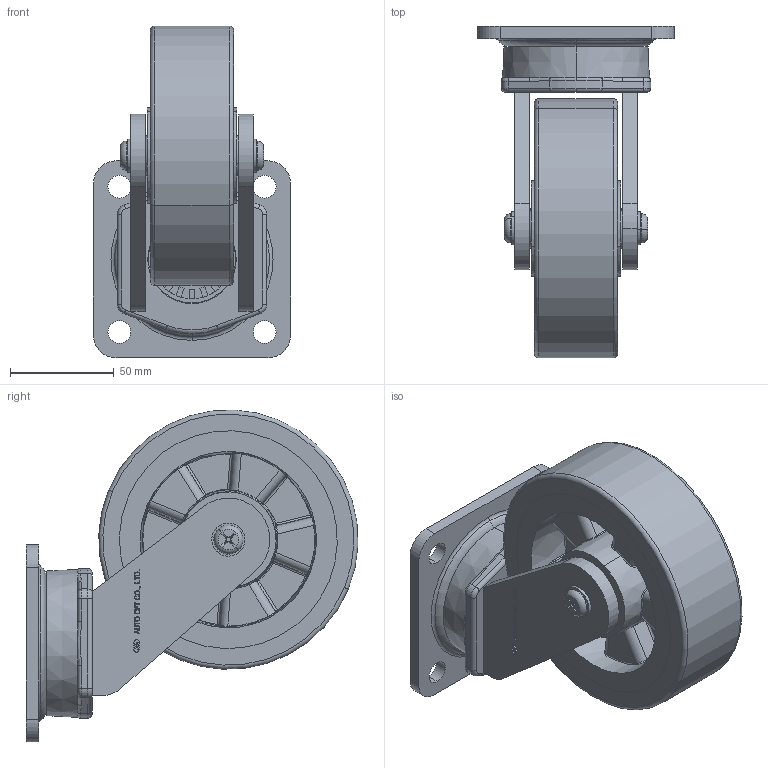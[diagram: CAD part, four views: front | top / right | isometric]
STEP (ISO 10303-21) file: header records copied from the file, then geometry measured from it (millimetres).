
FILE_DESCRIPTION (( 'STEP AP203' ), '1' );
FILE_NAME ('ACMU-125SF.STEP', '2015-09-11T08:02:15', ( 'WON SINCHUL' ), ( 'Hewlett-Packard Company' ), 'SwSTEP 2.0', 'SolidWorks 2015', '' );
FILE_SCHEMA (( 'CONFIG_CONTROL_DESIGN' ));
Length unit declared in the file: millimetre
Products named in the file (1): ACMU-125SF
Bounding box: 95 x 159.94 x 159.94 mm (x, y, z)
Volume: 552208.2 mm3; surface area: 169510 mm2
Topology: 16 solids, 16 shells, 1184 faces, 2899 edges, 1836 vertices
Faces by surface type: plane 446, bspline 344, cylinder 190, torus 112, sphere 48, cone 44
Entity records: 47296 total; most frequent: CARTESIAN_POINT 21374, ORIENTED_EDGE 5794, DIRECTION 4623, EDGE_CURVE 2897, VERTEX_POINT 1836, AXIS2_PLACEMENT_3D 1658, EDGE_LOOP 1309, LINE 1307
